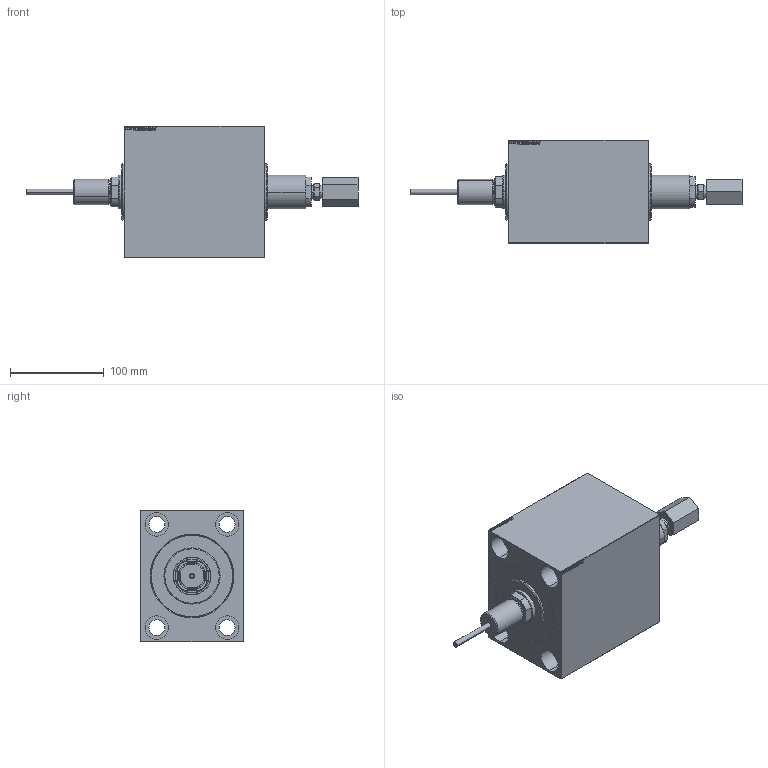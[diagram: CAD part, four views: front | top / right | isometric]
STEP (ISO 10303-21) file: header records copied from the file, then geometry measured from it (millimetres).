
FILE_DESCRIPTION (( 'STEP AP203' ), '1' );
FILE_NAME ('0780.STEP', '2022-11-14T10:36:54', ( '' ), ( '' ), 'SwSTEP 2.0', 'SolidWorks 2019', '' );
FILE_SCHEMA (( 'CONFIG_CONTROL_DESIGN' ));
Length unit declared in the file: millimetre
Products named in the file (6): V450DCP_B_VCP a97f5b03041e4c4e16fd649adaacabd2; V450CP_MALE_METRIC a97f5b03041e4c4e16fd649adaacabd2; V450DCP_C_Body a97f5b03041e4c4e16fd649adaacabd2; V450DCP_VC_B a97f5b03041e4c4e16fd649adaacabd2; 0780; V450DCP_B_RodCooling_ACCESSORIES a97f5b03041e4c4e16fd649adaacabd2
Assembly tree (5 placements, depth 2):
  0780
    V450DCP_C_Body a97f5b03041e4c4e16fd649adaacabd2
    V450DCP_B_RodCooling_ACCESSORIES a97f5b03041e4c4e16fd649adaacabd2
    V450CP_MALE_METRIC a97f5b03041e4c4e16fd649adaacabd2
    V450DCP_B_VCP a97f5b03041e4c4e16fd649adaacabd2
    V450DCP_VC_B a97f5b03041e4c4e16fd649adaacabd2
Bounding box: 354.2 x 110 x 140 mm (x, y, z)
Volume: 2057290 mm3; surface area: 268722 mm2
Topology: 5 solids, 5 shells, 970 faces, 2440 edges, 1610 vertices
Faces by surface type: plane 446, bspline 380, cylinder 106, cone 34, torus 4
Entity records: 47266 total; most frequent: CARTESIAN_POINT 25736, ORIENTED_EDGE 4880, DIRECTION 3102, EDGE_CURVE 2440, VERTEX_POINT 1610, LINE 1406, VECTOR 1406, EDGE_LOOP 1120
